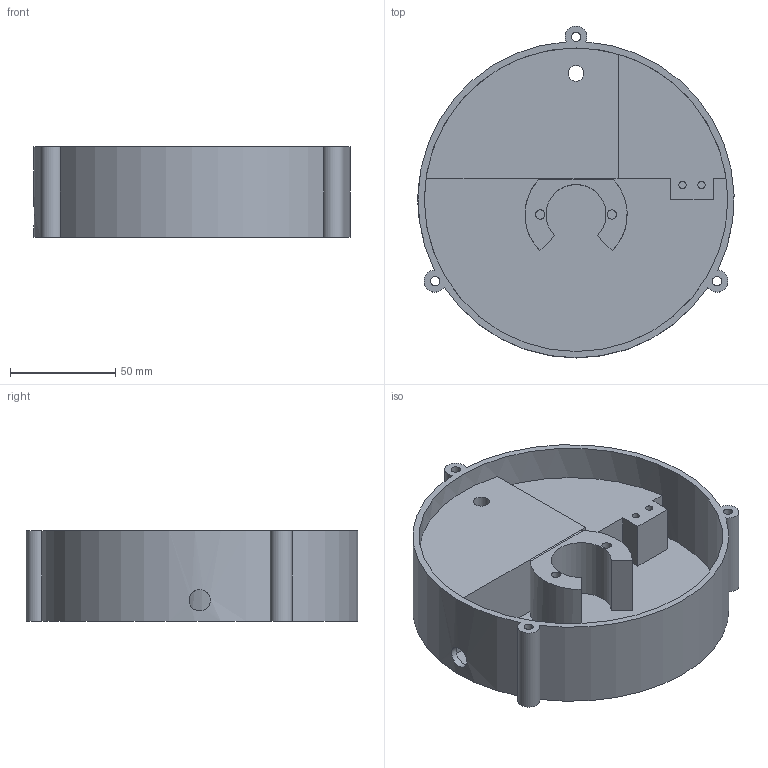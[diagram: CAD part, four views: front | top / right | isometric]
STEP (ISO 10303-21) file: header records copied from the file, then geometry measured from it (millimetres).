
FILE_DESCRIPTION(/* description */ ('','CAx-IF Rec.Pracs.---Representation and Presentation of Product Manufacturing Information (PMI)---4.0---2014-10-13'),/* implementation_level */ '2;1');
FILE_NAME(/* name */ 'tide clock base.step',/* time_stamp */ '2025-01-19T13:14:52-08:00',/* author */ (''),/* organization */ (''),/* preprocessor_version */ 'ST-DEVELOPER v20',/* originating_system */ 'Autodesk Translation Framework v13.20.0.188',/* authorisation */ '');
FILE_SCHEMA (('AP242_MANAGED_MODEL_BASED_3D_ENGINEERING_MIM_LF { 1 0 10303 442 1 1 4 }'));
Length unit declared in the file: millimetre
Products named in the file (1): tide clock base
Bounding box: 149.96 x 157.4 x 43 mm (x, y, z)
Volume: 325236.2 mm3; surface area: 81400.6 mm2
Topology: 1 solids, 1 shells, 39 faces, 97 edges, 65 vertices
Faces by surface type: cylinder 20, plane 19
Full cylindrical faces by diameter (mm): 3.4 x2, 4.4 x5, 7.5 x1, 10.2 x1, 144 x1
Entity records: 1305 total; most frequent: CARTESIAN_POINT 290, DIRECTION 209, ORIENTED_EDGE 194, EDGE_CURVE 97, AXIS2_PLACEMENT_3D 79, VERTEX_POINT 65, EDGE_LOOP 54, LINE 51
